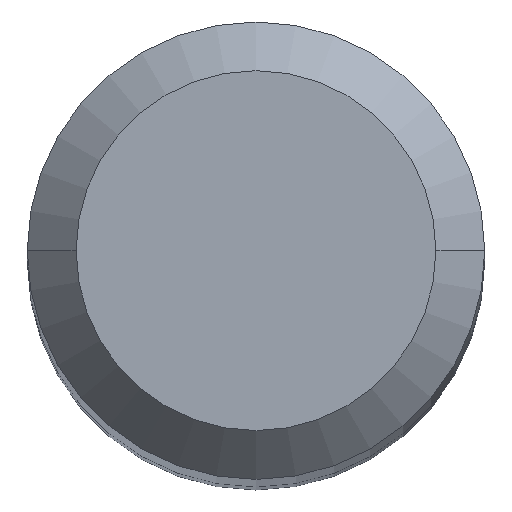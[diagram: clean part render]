
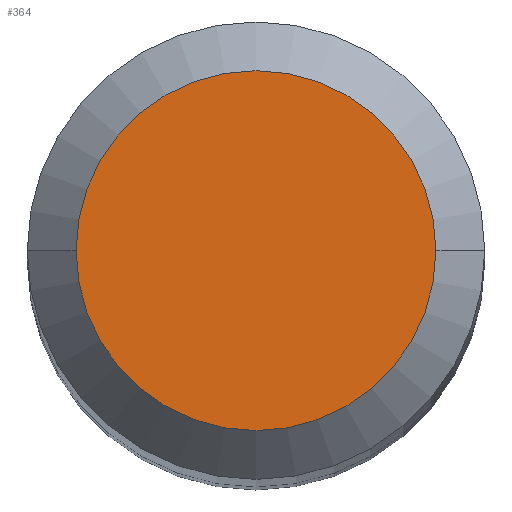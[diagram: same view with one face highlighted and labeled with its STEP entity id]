
A CAD part, top view. The second image highlights one B-rep face of the part: STEP entity #364.
In plain terms, the highlighted planar face has unit normal (0, 0, 1).
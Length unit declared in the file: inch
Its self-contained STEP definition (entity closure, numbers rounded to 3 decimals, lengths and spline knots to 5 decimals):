
#10 = AXIS2_PLACEMENT_3D ( 'NONE', #168, #224, #234 ) ;
#11 = PLANE ( 'NONE',  #264 ) ;
#24 = CARTESIAN_POINT ( 'NONE',  ( 0., 0., 0. ) ) ;
#38 = CIRCLE ( 'NONE', #10, 0.07375 ) ;
#81 = CARTESIAN_POINT ( 'NONE',  ( 0.07375, 0., 0. ) ) ;
#86 = DIRECTION ( 'NONE',  ( 1., 0., 0. ) ) ;
#141 = CIRCLE ( 'NONE', #249, 0.07375 ) ;
#142 = CARTESIAN_POINT ( 'NONE',  ( -0.07375, 0., 0. ) ) ;
#147 = EDGE_CURVE ( 'NONE', #181, #270, #141, .T. ) ;
#168 = CARTESIAN_POINT ( 'NONE',  ( 0., 0., 0. ) ) ;
#170 = EDGE_CURVE ( 'NONE', #270, #181, #38, .T. ) ;
#181 = VERTEX_POINT ( 'NONE', #81 ) ;
#203 = CARTESIAN_POINT ( 'NONE',  ( 0., 0.07375, 0. ) ) ;
#224 = DIRECTION ( 'NONE',  ( 0., 0., 1. ) ) ;
#234 = DIRECTION ( 'NONE',  ( 1., 0., 0. ) ) ;
#243 = FACE_OUTER_BOUND ( 'NONE', #340, .T. ) ;
#249 = AXIS2_PLACEMENT_3D ( 'NONE', #24, #341, #86 ) ;
#264 = AXIS2_PLACEMENT_3D ( 'NONE', #203, #351, #319 ) ;
#270 = VERTEX_POINT ( 'NONE', #142 ) ;
#319 = DIRECTION ( 'NONE',  ( -1., 0., 0. ) ) ;
#340 = EDGE_LOOP ( 'NONE', ( #357, #362 ) ) ;
#341 = DIRECTION ( 'NONE',  ( 0., 0., 1. ) ) ;
#351 = DIRECTION ( 'NONE',  ( 0., 0., -1. ) ) ;
#357 = ORIENTED_EDGE ( 'NONE', *, *, #170, .T. ) ;
#362 = ORIENTED_EDGE ( 'NONE', *, *, #147, .T. ) ;
#364 = ADVANCED_FACE ( 'NONE', ( #243 ), #11, .F. ) ;
